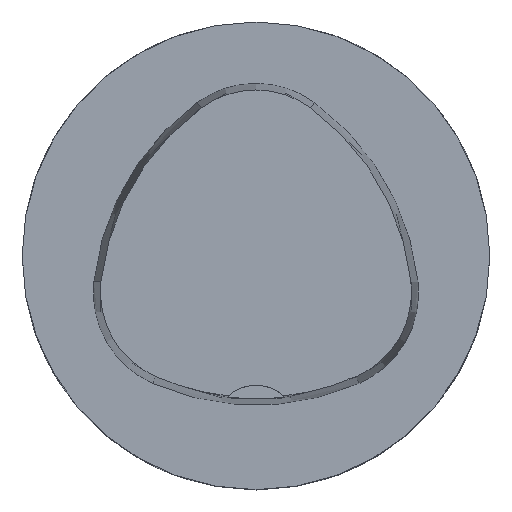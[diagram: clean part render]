
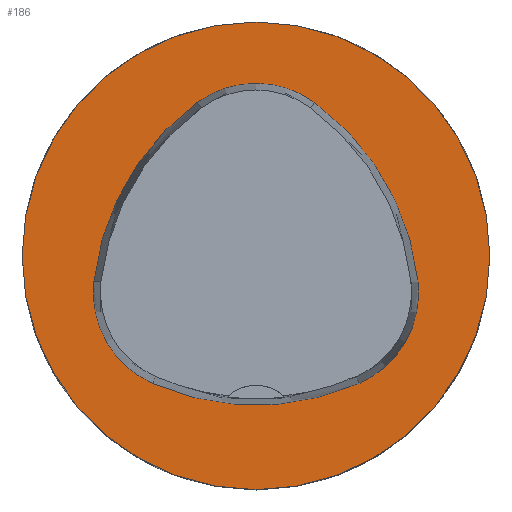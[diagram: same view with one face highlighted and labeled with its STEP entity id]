
A CAD part, top view. The second image highlights one B-rep face of the part: STEP entity #186.
In plain terms, the highlighted planar face has unit normal (0, 0, 1).
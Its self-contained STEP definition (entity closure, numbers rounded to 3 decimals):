
#108=PLANE('',#805);
#186=ADVANCED_FACE('',(#265,#266),#108,.T.);
#231=CIRCLE('',#777,40.0);
#232=CIRCLE('',#783,44.0);
#234=CIRCLE('',#786,17.0);
#236=CIRCLE('',#789,44.0);
#238=CIRCLE('',#792,17.0);
#242=CIRCLE('',#797,44.0);
#244=CIRCLE('',#800,17.0);
#265=FACE_BOUND('',#304,.T.);
#266=FACE_BOUND('',#305,.T.);
#304=EDGE_LOOP('',(#417,#418,#419,#420,#421,#422));
#305=EDGE_LOOP('',(#423));
#417=ORIENTED_EDGE('',*,*,#632,.T.);
#418=ORIENTED_EDGE('',*,*,#612,.T.);
#419=ORIENTED_EDGE('',*,*,#616,.T.);
#420=ORIENTED_EDGE('',*,*,#619,.T.);
#421=ORIENTED_EDGE('',*,*,#622,.T.);
#422=ORIENTED_EDGE('',*,*,#630,.T.);
#423=ORIENTED_EDGE('',*,*,#603,.F.);
#542=VERTEX_POINT('',#1086);
#551=VERTEX_POINT('',#1105);
#552=VERTEX_POINT('',#1106);
#555=VERTEX_POINT('',#1114);
#557=VERTEX_POINT('',#1120);
#559=VERTEX_POINT('',#1126);
#566=VERTEX_POINT('',#1147);
#603=EDGE_CURVE('',#542,#542,#231,.T.);
#612=EDGE_CURVE('',#551,#552,#232,.T.);
#616=EDGE_CURVE('',#552,#555,#234,.T.);
#619=EDGE_CURVE('',#555,#557,#236,.T.);
#622=EDGE_CURVE('',#557,#559,#238,.T.);
#630=EDGE_CURVE('',#559,#566,#242,.T.);
#632=EDGE_CURVE('',#566,#551,#244,.T.);
#777=AXIS2_PLACEMENT_3D('',#1085,#870,#871);
#783=AXIS2_PLACEMENT_3D('',#1104,#886,#887);
#786=AXIS2_PLACEMENT_3D('',#1113,#894,#895);
#789=AXIS2_PLACEMENT_3D('',#1119,#901,#902);
#792=AXIS2_PLACEMENT_3D('',#1125,#908,#909);
#797=AXIS2_PLACEMENT_3D('',#1148,#920,#921);
#800=AXIS2_PLACEMENT_3D('',#1151,#926,#927);
#805=AXIS2_PLACEMENT_3D('',#1156,#936,#937);
#870=DIRECTION('',(0.0,0.0,-1.0));
#871=DIRECTION('',(-1.0,0.0,0.0));
#886=DIRECTION('',(0.0,0.0,-1.0));
#887=DIRECTION('',(-1.0,0.0,0.0));
#894=DIRECTION('',(0.0,0.0,-1.0));
#895=DIRECTION('',(-1.0,0.0,0.0));
#901=DIRECTION('',(0.0,0.0,-1.0));
#902=DIRECTION('',(-1.0,0.0,0.0));
#908=DIRECTION('',(0.0,0.0,-1.0));
#909=DIRECTION('',(-1.0,0.0,0.0));
#920=DIRECTION('',(0.0,0.0,-1.0));
#921=DIRECTION('',(-1.0,0.0,0.0));
#926=DIRECTION('',(0.0,0.0,-1.0));
#927=DIRECTION('',(-1.0,0.0,0.0));
#936=DIRECTION('',(0.0,0.0,1.0));
#937=DIRECTION('',(1.0,0.0,0.0));
#1085=CARTESIAN_POINT('',(0.0,0.0,0.0));
#1086=CARTESIAN_POINT('',(-40.0,0.0,0.0));
#1104=CARTESIAN_POINT('',(16.01,-9.224,0.0));
#1105=CARTESIAN_POINT('',(-27.722,-4.378,0.0));
#1106=CARTESIAN_POINT('',(-10.119,26.178,0.0));
#1113=CARTESIAN_POINT('',(-0.023,12.5,0.0));
#1114=CARTESIAN_POINT('',(10.049,26.194,0.0));
#1119=CARTESIAN_POINT('',(-16.021,-9.25,0.0));
#1120=CARTESIAN_POINT('',(27.71,-4.394,0.0));
#1125=CARTESIAN_POINT('',(10.814,-6.27,0.0));
#1126=CARTESIAN_POINT('',(17.611,-21.852,0.0));
#1147=CARTESIAN_POINT('',(-17.652,-21.819,0.0));
#1148=CARTESIAN_POINT('',(0.017,18.477,0.0));
#1151=CARTESIAN_POINT('',(-10.825,-6.25,0.0));
#1156=CARTESIAN_POINT('',(0.0,0.0,0.0));
